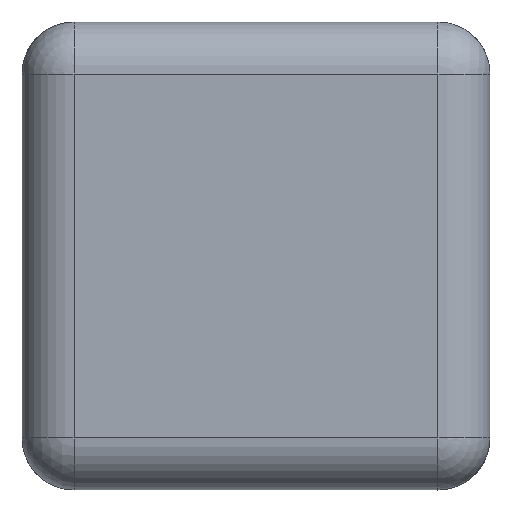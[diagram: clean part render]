
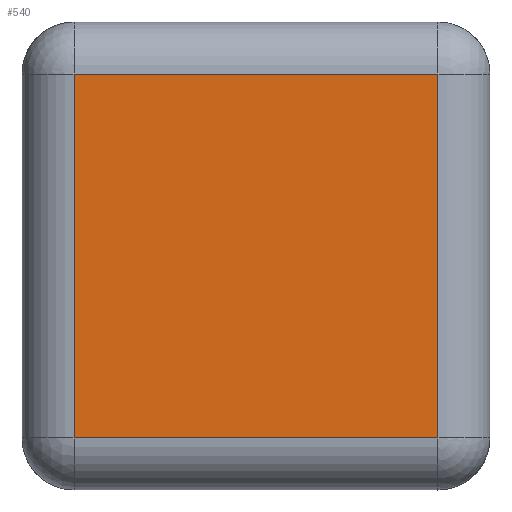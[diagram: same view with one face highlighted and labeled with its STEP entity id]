
A CAD part, left-side view. The second image highlights one B-rep face of the part: STEP entity #540.
In plain terms, the highlighted planar face has unit normal (-1, 0, 0).
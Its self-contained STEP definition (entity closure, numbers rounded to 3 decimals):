
#2 = CARTESIAN_POINT ( 'NONE',  ( -0.85, -0.45, 0. ) ) ;
#39 = EDGE_CURVE ( 'NONE', #736, #847, #1109, .T. ) ;
#57 = VERTEX_POINT ( 'NONE', #1115 ) ;
#61 = DIRECTION ( 'NONE',  ( 0., 1., 0. ) ) ;
#102 = CARTESIAN_POINT ( 'NONE',  ( -0.85, 0.35, 0.8 ) ) ;
#126 = DIRECTION ( 'NONE',  ( 0., 0., 1. ) ) ;
#132 = CARTESIAN_POINT ( 'NONE',  ( -0.85, -0.35, 0.1 ) ) ;
#156 = ORIENTED_EDGE ( 'NONE', *, *, #39, .T. ) ;
#226 = AXIS2_PLACEMENT_3D ( 'NONE', #2, #1004, #126 ) ;
#227 = VECTOR ( 'NONE', #61, 1000. ) ;
#228 = ORIENTED_EDGE ( 'NONE', *, *, #901, .F. ) ;
#231 = DIRECTION ( 'NONE',  ( 0., 1., 0. ) ) ;
#330 = CARTESIAN_POINT ( 'NONE',  ( -0.85, -0.35, 0.8 ) ) ;
#363 = EDGE_LOOP ( 'NONE', ( #1120, #623, #228, #156 ) ) ;
#435 = DIRECTION ( 'NONE',  ( 0., 0., 1. ) ) ;
#465 = DIRECTION ( 'NONE',  ( 0., 0., 1. ) ) ;
#537 = VERTEX_POINT ( 'NONE', #102 ) ;
#540 = ADVANCED_FACE ( 'NONE', ( #1195 ), #610, .T. ) ;
#610 = PLANE ( 'NONE',  #226 ) ;
#623 = ORIENTED_EDGE ( 'NONE', *, *, #1170, .F. ) ;
#704 = LINE ( 'NONE', #776, #963 ) ;
#736 = VERTEX_POINT ( 'NONE', #132 ) ;
#776 = CARTESIAN_POINT ( 'NONE',  ( -0.85, -0.35, 0.8 ) ) ;
#781 = CARTESIAN_POINT ( 'NONE',  ( -0.85, 0.35, 0.1 ) ) ;
#788 = VECTOR ( 'NONE', #465, 1000. ) ;
#820 = EDGE_CURVE ( 'NONE', #847, #537, #704, .T. ) ;
#825 = CARTESIAN_POINT ( 'NONE',  ( -0.85, -0.35, 0.1 ) ) ;
#828 = LINE ( 'NONE', #1126, #227 ) ;
#847 = VERTEX_POINT ( 'NONE', #330 ) ;
#851 = VECTOR ( 'NONE', #435, 1000. ) ;
#901 = EDGE_CURVE ( 'NONE', #736, #57, #828, .T. ) ;
#963 = VECTOR ( 'NONE', #231, 1000. ) ;
#1004 = DIRECTION ( 'NONE',  ( -1., 0., 0. ) ) ;
#1081 = LINE ( 'NONE', #781, #788 ) ;
#1109 = LINE ( 'NONE', #825, #851 ) ;
#1115 = CARTESIAN_POINT ( 'NONE',  ( -0.85, 0.35, 0.1 ) ) ;
#1120 = ORIENTED_EDGE ( 'NONE', *, *, #820, .T. ) ;
#1126 = CARTESIAN_POINT ( 'NONE',  ( -0.85, -0.35, 0.1 ) ) ;
#1170 = EDGE_CURVE ( 'NONE', #57, #537, #1081, .T. ) ;
#1195 = FACE_OUTER_BOUND ( 'NONE', #363, .T. ) ;
